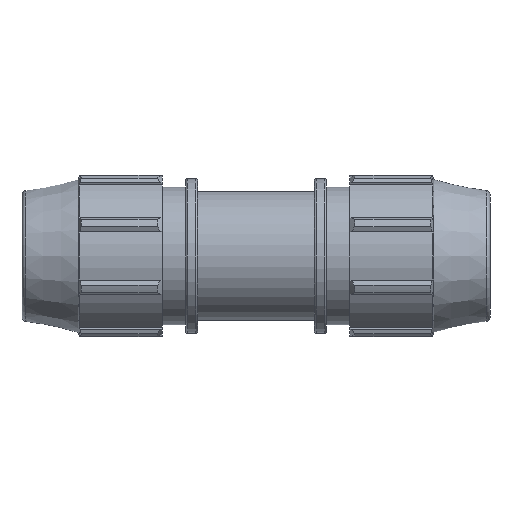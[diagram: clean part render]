
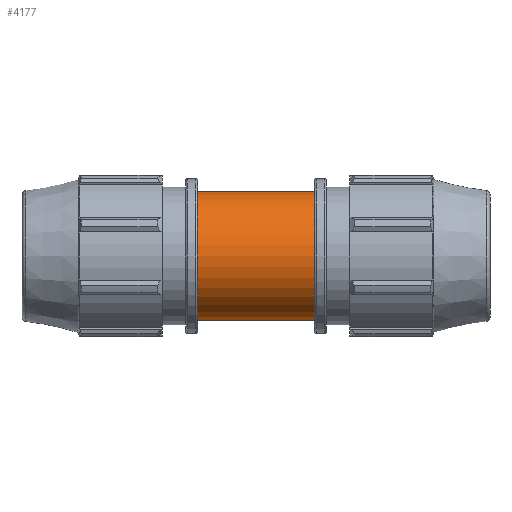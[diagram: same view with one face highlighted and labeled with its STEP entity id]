
A CAD part, front view. The second image highlights one B-rep face of the part: STEP entity #4177.
In plain terms, the highlighted cylindrical face has radius 24 mm (diameter 48 mm), a full revolution.
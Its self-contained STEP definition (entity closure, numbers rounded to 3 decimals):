
#935=FACE_BOUND('',#1285,.T.);
#936=FACE_BOUND('',#1286,.T.);
#981=CYLINDRICAL_SURFACE('',#4415,24.);
#1048=FACE_OUTER_BOUND('',#1284,.T.);
#1284=EDGE_LOOP('',(#2754));
#1285=EDGE_LOOP('',(#2755));
#1286=EDGE_LOOP('',(#2756));
#1563=B_SPLINE_CURVE_WITH_KNOTS('',3,(#6119,#6120,#6121,#6122,#6123,#6124,
#6125,#6126,#6127,#6128,#6129,#6130,#6131,#6132,#6133,#6134,#6135,#6136,
#6137,#6138,#6139,#6140),.UNSPECIFIED.,.T.,.F.,(4,1,1,1,1,1,1,1,1,1,1,1,
1,1,1,1,1,1,1,4),(-8.853,-8.537,-8.221,
-7.589,-6.956,-6.64,-6.324,
-5.481,-5.059,-4.637,-4.216,
-3.794,-3.162,-2.53,-2.213,
-1.897,-1.265,-0.632,-0.316,
0.),.UNSPECIFIED.);
#1578=CIRCLE('',#4416,24.);
#1579=CIRCLE('',#4417,24.);
#1747=VERTEX_POINT('',#6094);
#1750=VERTEX_POINT('',#6145);
#1751=VERTEX_POINT('',#6147);
#2155=EDGE_CURVE('',#1747,#1747,#1563,.T.);
#2157=EDGE_CURVE('',#1750,#1750,#1578,.T.);
#2158=EDGE_CURVE('',#1751,#1751,#1579,.T.);
#2754=ORIENTED_EDGE('',*,*,#2157,.F.);
#2755=ORIENTED_EDGE('',*,*,#2158,.T.);
#2756=ORIENTED_EDGE('',*,*,#2155,.F.);
#4177=ADVANCED_FACE('',(#1048,#935,#936),#981,.T.);
#4415=AXIS2_PLACEMENT_3D('',#6144,#4829,#4830);
#4416=AXIS2_PLACEMENT_3D('',#6146,#4831,#4832);
#4417=AXIS2_PLACEMENT_3D('',#6148,#4833,#4834);
#4829=DIRECTION('center_axis',(1.,0.,0.));
#4830=DIRECTION('ref_axis',(0.,1.,0.));
#4831=DIRECTION('center_axis',(1.,0.,0.));
#4832=DIRECTION('ref_axis',(0.,0.,-1.));
#4833=DIRECTION('center_axis',(1.,0.,0.));
#4834=DIRECTION('ref_axis',(0.,0.,-1.));
#6094=CARTESIAN_POINT('',(0.,19.032,14.621));
#6119=CARTESIAN_POINT('Ctrl Pts',(0.,19.032,
14.621));
#6120=CARTESIAN_POINT('Ctrl Pts',(1.169,19.032,14.621));
#6121=CARTESIAN_POINT('Ctrl Pts',(3.506,19.238,14.361));
#6122=CARTESIAN_POINT('Ctrl Pts',(7.812,20.313,12.859));
#6123=CARTESIAN_POINT('Ctrl Pts',(12.197,22.275,9.499));
#6124=CARTESIAN_POINT('Ctrl Pts',(14.79,23.761,4.501));
#6125=CARTESIAN_POINT('Ctrl Pts',(15.338,24.078,0.003));
#6126=CARTESIAN_POINT('Ctrl Pts',(14.696,23.713,-5.265));
#6127=CARTESIAN_POINT('Ctrl Pts',(11.691,21.968,-10.086));
#6128=CARTESIAN_POINT('Ctrl Pts',(6.793,20.008,-13.311));
#6129=CARTESIAN_POINT('Ctrl Pts',(2.386,18.992,-14.679));
#6130=CARTESIAN_POINT('Ctrl Pts',(-2.386,18.992,-14.677));
#6131=CARTESIAN_POINT('Ctrl Pts',(-7.524,20.182,-13.086));
#6132=CARTESIAN_POINT('Ctrl Pts',(-12.195,22.275,-9.497));
#6133=CARTESIAN_POINT('Ctrl Pts',(-14.791,23.761,-4.504));
#6134=CARTESIAN_POINT('Ctrl Pts',(-15.336,24.08,-0.001));
#6135=CARTESIAN_POINT('Ctrl Pts',(-14.791,23.761,4.504));
#6136=CARTESIAN_POINT('Ctrl Pts',(-12.197,22.276,9.498));
#6137=CARTESIAN_POINT('Ctrl Pts',(-7.813,20.312,12.86));
#6138=CARTESIAN_POINT('Ctrl Pts',(-3.506,19.238,14.361));
#6139=CARTESIAN_POINT('Ctrl Pts',(-1.169,19.032,14.621));
#6140=CARTESIAN_POINT('Ctrl Pts',(0.,19.032,
14.621));
#6144=CARTESIAN_POINT('Origin',(10.875,0.,0.));
#6145=CARTESIAN_POINT('',(21.75,24.,0.));
#6146=CARTESIAN_POINT('Origin',(21.75,0.,0.));
#6147=CARTESIAN_POINT('',(-21.75,24.,0.));
#6148=CARTESIAN_POINT('Origin',(-21.75,0.,0.));
